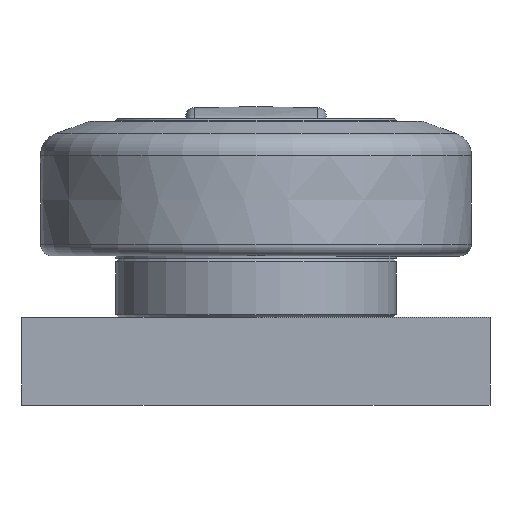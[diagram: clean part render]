
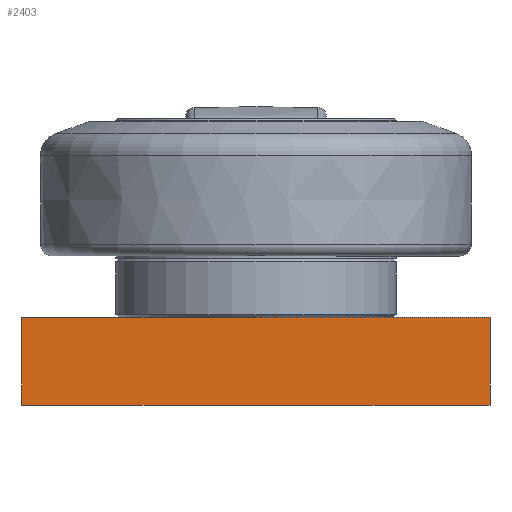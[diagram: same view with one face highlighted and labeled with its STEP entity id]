
A CAD part, front view. The second image highlights one B-rep face of the part: STEP entity #2403.
In plain terms, the highlighted planar face has unit normal (0, -1, 0).
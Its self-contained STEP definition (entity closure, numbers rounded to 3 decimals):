
#161=LINE('',#4052,#352);
#222=LINE('',#4235,#413);
#223=LINE('',#4238,#414);
#225=LINE('',#4241,#416);
#352=VECTOR('',#3201,10.);
#413=VECTOR('',#3366,10.);
#414=VECTOR('',#3369,10.);
#416=VECTOR('',#3373,10.);
#565=PLANE('',#2683);
#693=FACE_OUTER_BOUND('',#848,.T.);
#848=EDGE_LOOP('',(#2172,#2173,#2174,#2175));
#1169=VERTEX_POINT('',#4048);
#1171=VERTEX_POINT('',#4051);
#1241=VERTEX_POINT('',#4233);
#1242=VERTEX_POINT('',#4237);
#1477=EDGE_CURVE('',#1171,#1169,#161,.T.);
#1568=EDGE_CURVE('',#1241,#1169,#222,.T.);
#1569=EDGE_CURVE('',#1242,#1171,#223,.T.);
#1571=EDGE_CURVE('',#1241,#1242,#225,.T.);
#2172=ORIENTED_EDGE('',*,*,#1477,.T.);
#2173=ORIENTED_EDGE('',*,*,#1568,.F.);
#2174=ORIENTED_EDGE('',*,*,#1571,.T.);
#2175=ORIENTED_EDGE('',*,*,#1569,.T.);
#2403=ADVANCED_FACE('',(#693),#565,.T.);
#2683=AXIS2_PLACEMENT_3D('',#4240,#3371,#3372);
#3201=DIRECTION('',(-1.,0.,0.));
#3366=DIRECTION('',(0.,0.,1.));
#3369=DIRECTION('',(0.,0.,1.));
#3371=DIRECTION('center_axis',(0.,-1.,0.));
#3372=DIRECTION('ref_axis',(0.,0.,-1.));
#3373=DIRECTION('',(1.,0.,0.));
#4048=CARTESIAN_POINT('',(-43.918,-63.641,-7.9));
#4051=CARTESIAN_POINT('',(36.082,-63.641,-7.9));
#4052=CARTESIAN_POINT('',(-43.918,-63.641,-7.9));
#4233=CARTESIAN_POINT('',(-43.918,-63.641,-22.9));
#4235=CARTESIAN_POINT('',(-43.918,-63.641,-22.9));
#4237=CARTESIAN_POINT('',(36.082,-63.641,-22.9));
#4238=CARTESIAN_POINT('',(36.082,-63.641,-22.9));
#4240=CARTESIAN_POINT('Origin',(36.082,-63.641,-22.9));
#4241=CARTESIAN_POINT('',(-43.918,-63.641,-22.9));
